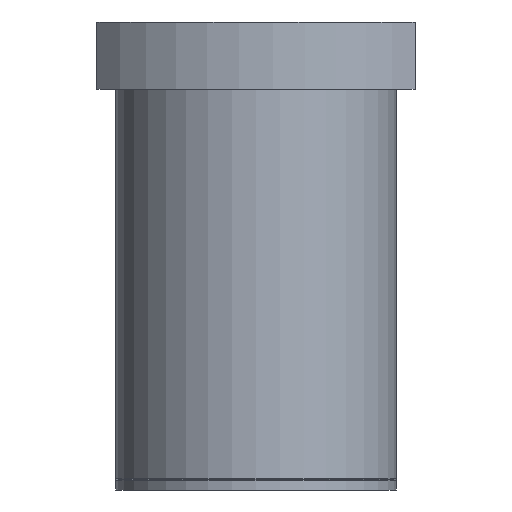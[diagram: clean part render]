
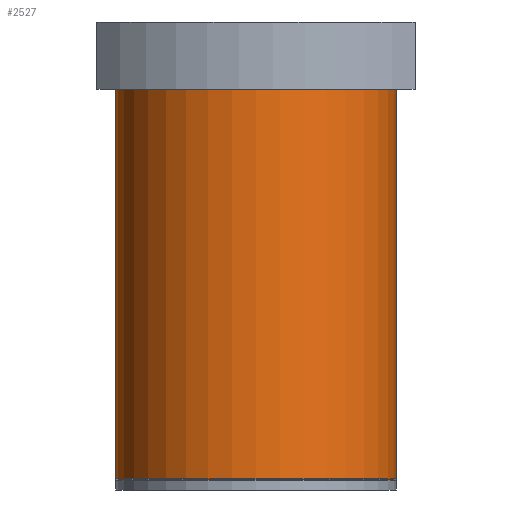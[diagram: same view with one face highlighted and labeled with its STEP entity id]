
A CAD part, front view. The second image highlights one B-rep face of the part: STEP entity #2527.
In plain terms, the highlighted cylindrical face has radius 37.5 mm (diameter 75 mm), a full revolution.
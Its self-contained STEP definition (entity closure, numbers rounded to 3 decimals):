
#697=ORIENTED_EDGE('',*,*,#1401,.T.);
#698=ORIENTED_EDGE('',*,*,#1402,.F.);
#1401=EDGE_CURVE('',#1752,#1752,#1959,.T.);
#1402=EDGE_CURVE('',#1753,#1753,#1960,.T.);
#1752=VERTEX_POINT('',#3981);
#1753=VERTEX_POINT('',#3984);
#1959=CIRCLE('',#2751,37.5);
#1960=CIRCLE('',#2753,37.5);
#2047=EDGE_LOOP('',(#697));
#2048=EDGE_LOOP('',(#698));
#2283=FACE_BOUND('',#2047,.T.);
#2284=FACE_BOUND('',#2048,.T.);
#2478=CYLINDRICAL_SURFACE('',#2752,37.5);
#2527=ADVANCED_FACE('',(#2283,#2284),#2478,.T.);
#2751=AXIS2_PLACEMENT_3D('',#3980,#3083,#3084);
#2752=AXIS2_PLACEMENT_3D('',#3982,#3085,#3086);
#2753=AXIS2_PLACEMENT_3D('',#3983,#3087,#3088);
#3083=DIRECTION('',(0.,0.,-1.));
#3084=DIRECTION('',(-1.,0.,0.));
#3085=DIRECTION('',(0.,0.,-1.));
#3086=DIRECTION('',(-1.,0.,0.));
#3087=DIRECTION('',(0.,0.,-1.));
#3088=DIRECTION('',(-1.,0.,0.));
#3980=CARTESIAN_POINT('',(0.,0.,107.));
#3981=CARTESIAN_POINT('',(-37.5,0.,107.));
#3982=CARTESIAN_POINT('',(0.,0.,0.));
#3983=CARTESIAN_POINT('',(0.,0.,3.));
#3984=CARTESIAN_POINT('',(-37.5,0.,3.));
